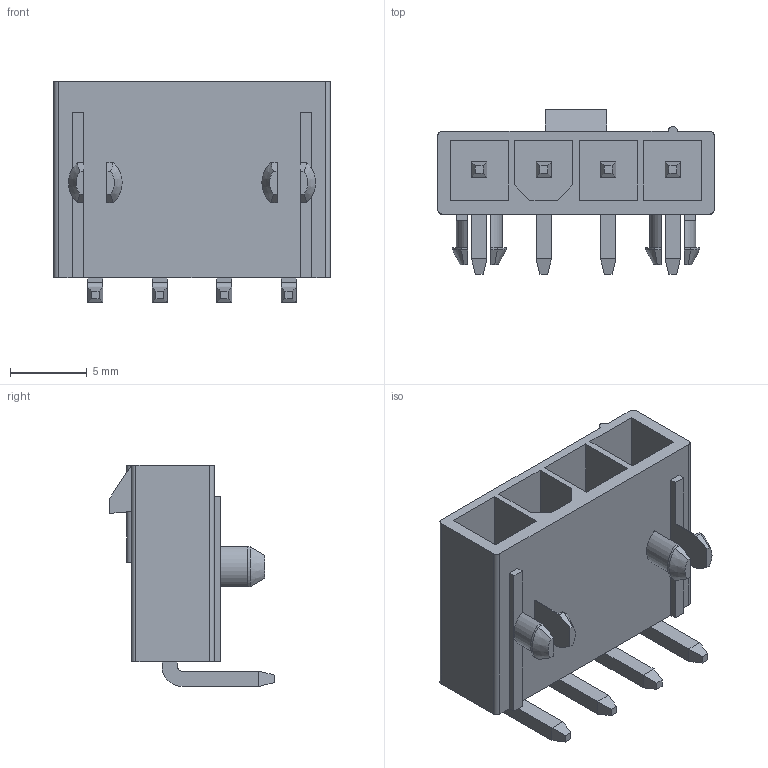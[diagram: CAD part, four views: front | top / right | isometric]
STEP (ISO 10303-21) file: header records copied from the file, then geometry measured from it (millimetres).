
FILE_DESCRIPTION((''),'2;1');
FILE_NAME('1726480104','2017-07-27T',('ksrinivasara'),(''),'PRO/ENGINEER BY PARAMETRIC TECHNOLOGY CORPORATION, 2012310','PRO/ENGINEER BY PARAMETRIC TECHNOLOGY CORPORATION, 2012310','');
FILE_SCHEMA(('CONFIG_CONTROL_DESIGN'));
Length unit declared in the file: millimetre
Products named in the file (1): 1726480104
Bounding box: 18 x 10.7 x 14.4 mm (x, y, z)
Volume: 799.5 mm3; surface area: 1644.8 mm2
Topology: 1 solids, 1 shells, 175 faces, 439 edges, 282 vertices
Faces by surface type: plane 150, cylinder 21, cone 4
Entity records: 5138 total; most frequent: CARTESIAN_POINT 897, ORIENTED_EDGE 850, DIRECTION 843, EDGE_CURVE 425, VECTOR 371, LINE 371, VERTEX_POINT 266, AXIS2_PLACEMENT_3D 236
